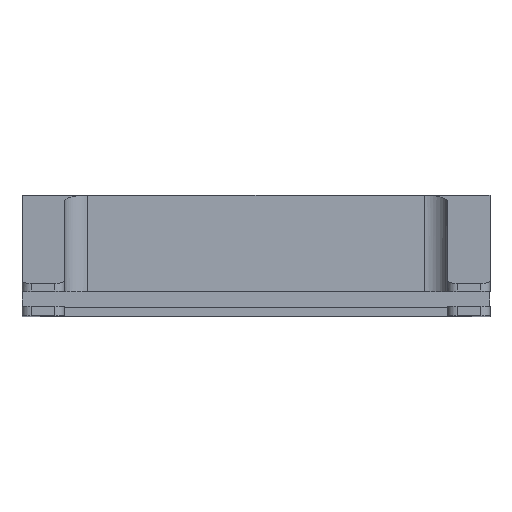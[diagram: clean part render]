
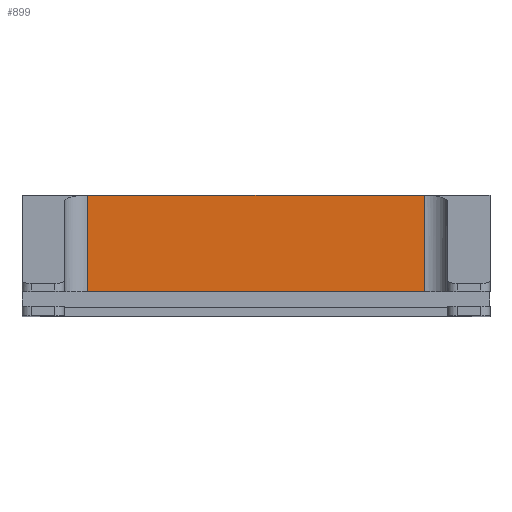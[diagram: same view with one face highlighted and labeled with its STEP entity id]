
A CAD part, top view. The second image highlights one B-rep face of the part: STEP entity #899.
In plain terms, the highlighted planar face has unit normal (0, 0, 1).
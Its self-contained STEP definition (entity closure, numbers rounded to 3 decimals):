
#40=PLANE('',#1001);
#83=FACE_OUTER_BOUND('',#133,.T.);
#133=EDGE_LOOP('',(#736,#737,#738,#739));
#217=LINE('',#1504,#306);
#219=LINE('',#1509,#308);
#220=LINE('',#1511,#309);
#221=LINE('',#1512,#310);
#306=VECTOR('',#1221,10.);
#308=VECTOR('',#1227,10.);
#309=VECTOR('',#1228,10.);
#310=VECTOR('',#1229,10.);
#403=VERTEX_POINT('',#1391);
#416=VERTEX_POINT('',#1426);
#440=VERTEX_POINT('',#1503);
#442=VERTEX_POINT('',#1510);
#552=EDGE_CURVE('',#403,#440,#217,.T.);
#555=EDGE_CURVE('',#416,#403,#219,.T.);
#556=EDGE_CURVE('',#442,#416,#220,.T.);
#557=EDGE_CURVE('',#442,#440,#221,.T.);
#736=ORIENTED_EDGE('',*,*,#552,.F.);
#737=ORIENTED_EDGE('',*,*,#555,.F.);
#738=ORIENTED_EDGE('',*,*,#556,.F.);
#739=ORIENTED_EDGE('',*,*,#557,.T.);
#899=ADVANCED_FACE('',(#83),#40,.F.);
#1001=AXIS2_PLACEMENT_3D('',#1508,#1225,#1226);
#1221=DIRECTION('',(0.,-1.,0.));
#1225=DIRECTION('center_axis',(0.,0.,-1.));
#1226=DIRECTION('ref_axis',(1.,0.,0.));
#1227=DIRECTION('',(1.,0.,0.));
#1228=DIRECTION('',(0.,1.,0.));
#1229=DIRECTION('',(1.,0.,0.));
#1391=CARTESIAN_POINT('',(36.,26.,-55.));
#1426=CARTESIAN_POINT('',(-36.,26.,-55.));
#1503=CARTESIAN_POINT('',(36.,5.4,-55.));
#1504=CARTESIAN_POINT('',(36.,26.,-55.));
#1508=CARTESIAN_POINT('Origin',(-41.,26.,-55.));
#1509=CARTESIAN_POINT('',(-20.5,26.,-55.));
#1510=CARTESIAN_POINT('',(-36.,5.4,-55.));
#1511=CARTESIAN_POINT('',(-36.,26.,-55.));
#1512=CARTESIAN_POINT('',(-41.,5.4,-55.));
